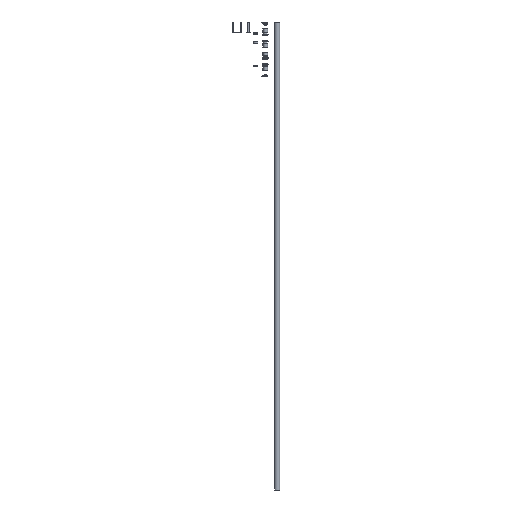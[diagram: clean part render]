
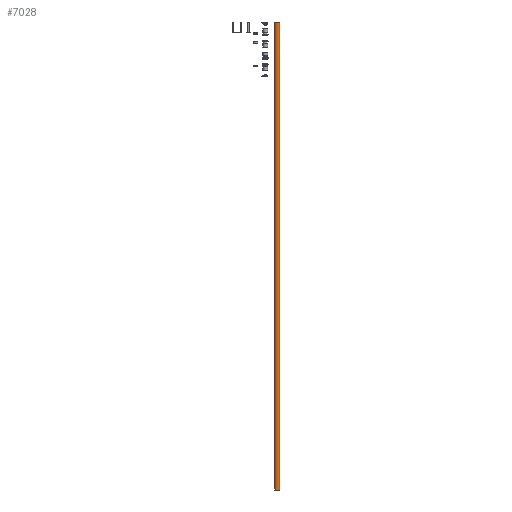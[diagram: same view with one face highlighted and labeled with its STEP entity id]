
A CAD part, front view. The second image highlights one B-rep face of the part: STEP entity #7028.
In plain terms, the highlighted cylindrical face has radius 11 mm (diameter 22 mm), a partial arc.
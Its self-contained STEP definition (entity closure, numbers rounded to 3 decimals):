
#273 = CARTESIAN_POINT ( 'NONE',  ( 0., 0., 0. ) ) ;
#551 = CARTESIAN_POINT ( 'NONE',  ( 0., 0., 1980. ) ) ;
#810 = EDGE_CURVE ( 'NONE', #1154, #1982, #3502, .T. ) ;
#1154 = VERTEX_POINT ( 'NONE', #2043 ) ;
#1272 = AXIS2_PLACEMENT_3D ( 'NONE', #273, #1581, #7095 ) ;
#1581 = DIRECTION ( 'NONE',  ( 0., 0., 1. ) ) ;
#1841 = LINE ( 'NONE', #8757, #2422 ) ;
#1982 = VERTEX_POINT ( 'NONE', #2703 ) ;
#2043 = CARTESIAN_POINT ( 'NONE',  ( -11., 0., 1980. ) ) ;
#2422 = VECTOR ( 'NONE', #6535, 1000. ) ;
#2430 = DIRECTION ( 'NONE',  ( 0., 0., -1. ) ) ;
#2563 = AXIS2_PLACEMENT_3D ( 'NONE', #551, #5358, #3913 ) ;
#2703 = CARTESIAN_POINT ( 'NONE',  ( 11., 0., 1980. ) ) ;
#2763 = DIRECTION ( 'NONE',  ( 0., 0., 1. ) ) ;
#3240 = ORIENTED_EDGE ( 'NONE', *, *, #810, .F. ) ;
#3502 = CIRCLE ( 'NONE', #6965, 11. ) ;
#3570 = CIRCLE ( 'NONE', #1272, 11. ) ;
#3851 = ORIENTED_EDGE ( 'NONE', *, *, #8429, .T. ) ;
#3913 = DIRECTION ( 'NONE',  ( -1., 0., 0. ) ) ;
#4143 = VECTOR ( 'NONE', #2430, 1000. ) ;
#4222 = VERTEX_POINT ( 'NONE', #4786 ) ;
#4450 = ORIENTED_EDGE ( 'NONE', *, *, #7403, .F. ) ;
#4786 = CARTESIAN_POINT ( 'NONE',  ( -11., 0., 0. ) ) ;
#4964 = DIRECTION ( 'NONE',  ( 1., 0., 0. ) ) ;
#5030 = LINE ( 'NONE', #7127, #4143 ) ;
#5358 = DIRECTION ( 'NONE',  ( 0., 0., -1. ) ) ;
#5820 = CARTESIAN_POINT ( 'NONE',  ( 11., 0., 0. ) ) ;
#6248 = CARTESIAN_POINT ( 'NONE',  ( 0., 0., 1980. ) ) ;
#6535 = DIRECTION ( 'NONE',  ( 0., 0., -1. ) ) ;
#6727 = FACE_OUTER_BOUND ( 'NONE', #6765, .T. ) ;
#6765 = EDGE_LOOP ( 'NONE', ( #4450, #3240, #3851, #8227 ) ) ;
#6795 = EDGE_CURVE ( 'NONE', #4222, #6839, #3570, .T. ) ;
#6839 = VERTEX_POINT ( 'NONE', #5820 ) ;
#6965 = AXIS2_PLACEMENT_3D ( 'NONE', #6248, #2763, #4964 ) ;
#7028 = ADVANCED_FACE ( 'NONE', ( #6727 ), #8725, .T. ) ;
#7095 = DIRECTION ( 'NONE',  ( 1., 0., 0. ) ) ;
#7127 = CARTESIAN_POINT ( 'NONE',  ( 11., 0., 1980. ) ) ;
#7403 = EDGE_CURVE ( 'NONE', #1982, #6839, #5030, .T. ) ;
#8227 = ORIENTED_EDGE ( 'NONE', *, *, #6795, .T. ) ;
#8429 = EDGE_CURVE ( 'NONE', #1154, #4222, #1841, .T. ) ;
#8725 = CYLINDRICAL_SURFACE ( 'NONE', #2563, 11. ) ;
#8757 = CARTESIAN_POINT ( 'NONE',  ( -11., 0., 1980. ) ) ;
